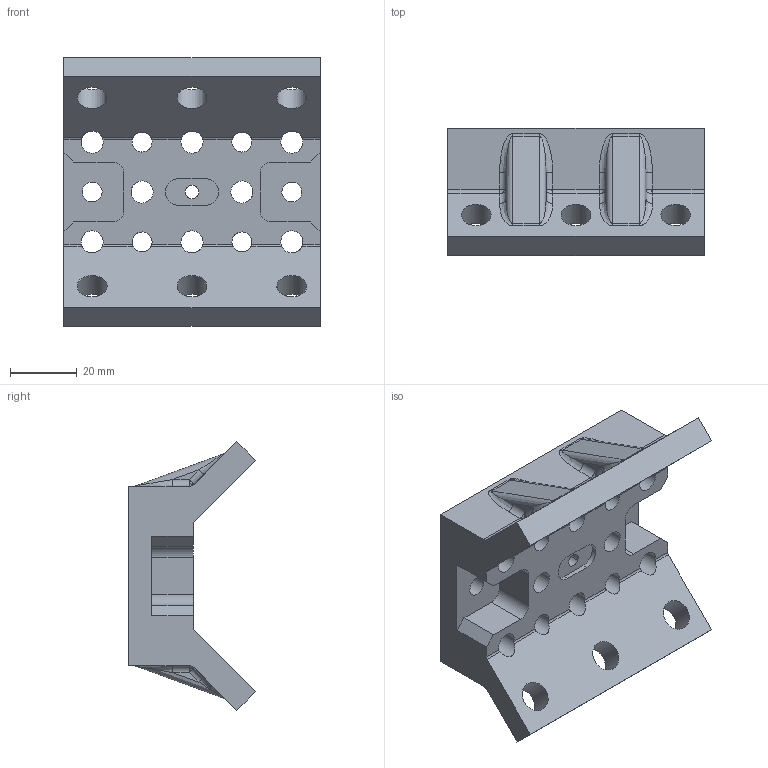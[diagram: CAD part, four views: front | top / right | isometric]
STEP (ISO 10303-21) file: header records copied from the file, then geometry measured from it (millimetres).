
FILE_DESCRIPTION(('CATIA V5 STEP Exchange'),'2;1');
FILE_NAME('AEGT245.stp','2017-07-06T00:33:17+00:00',('none'),('none'),'CATIA Version 5 Release 21 GA (IN-10)','CATIA V5 STEP AP203','none');
FILE_SCHEMA(('CONFIG_CONTROL_DESIGN'));
Length unit declared in the file: millimetre
Products named in the file (1): AEGT245
Bounding box: 77 x 38.17 x 80.8 mm (x, y, z)
Volume: 91372.1 mm3; surface area: 27021.1 mm2
Topology: 1 solids, 1 shells, 186 faces, 510 edges, 312 vertices
Faces by surface type: cylinder 112, plane 46, bspline 16, sphere 12
Entity records: 10035 total; most frequent: CARTESIAN_POINT 5716, ORIENTED_EDGE 996, DIRECTION 656, EDGE_CURVE 498, VERTEX_POINT 312, AXIS2_PLACEMENT_3D 281, VECTOR 228, LINE 228
